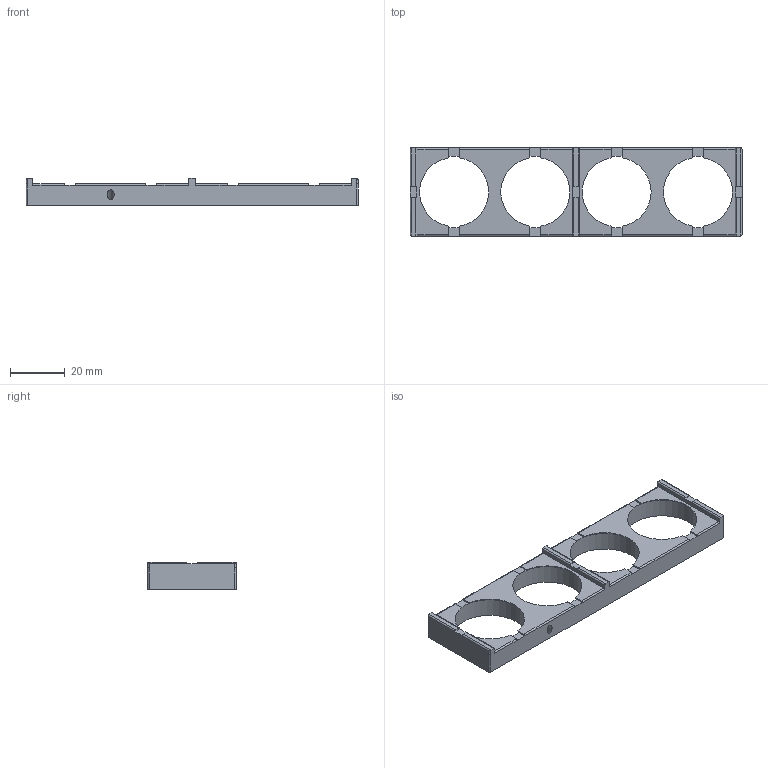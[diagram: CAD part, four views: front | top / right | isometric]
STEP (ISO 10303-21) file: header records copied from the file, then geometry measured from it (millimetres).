
FILE_DESCRIPTION(('FreeCAD Model'),'2;1');
FILE_NAME('Open CASCADE Shape Model','2025-05-08T00:20:15',(''),(''), 'Open CASCADE STEP processor 7.6','FreeCAD','Unknown');
FILE_SCHEMA(('AUTOMOTIVE_DESIGN { 1 0 10303 214 1 1 1 1 }'));
Length unit declared in the file: millimetre
Products named in the file (1): FrameBottomBody
Bounding box: 121.7 x 32.3 x 10 mm (x, y, z)
Volume: 13135.7 mm3; surface area: 9281 mm2
Topology: 1 solids, 1 shells, 98 faces, 273 edges, 174 vertices
Faces by surface type: plane 55, cylinder 35, cone 4, bspline 4
Full cylindrical faces by diameter (mm): 2.5 x2, 4.3 x1, 27.3 x4
Entity records: 3301 total; most frequent: CARTESIAN_POINT 706, DIRECTION 549, ORIENTED_EDGE 546, EDGE_CURVE 273, AXIS2_PLACEMENT_3D 201, VERTEX_POINT 174, LINE 147, VECTOR 147
